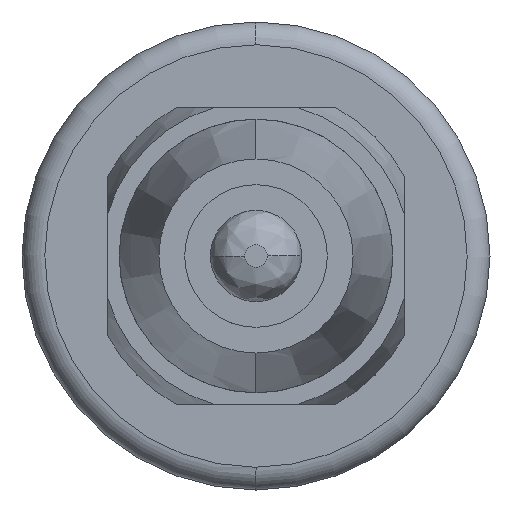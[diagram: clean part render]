
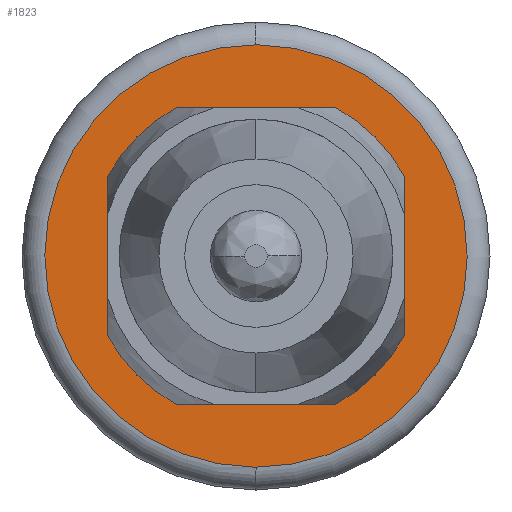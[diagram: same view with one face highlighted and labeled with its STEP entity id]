
A CAD part, left-side view. The second image highlights one B-rep face of the part: STEP entity #1823.
In plain terms, the highlighted planar face has unit normal (-1, 0, 0).
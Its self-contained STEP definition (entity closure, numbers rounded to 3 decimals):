
#362=CARTESIAN_POINT('',(0.,0.,0.));
#363=DIRECTION('',(-1.,0.,0.));
#364=DIRECTION('',(0.,0.01,-1.));
#365=AXIS2_PLACEMENT_3D('',#362,#363,#364);
#377=CARTESIAN_POINT('',(0.,0.,0.));
#378=DIRECTION('',(1.,0.,0.));
#379=DIRECTION('',(0.,-0.01,1.));
#380=AXIS2_PLACEMENT_3D('',#377,#378,#379);
#382=CARTESIAN_POINT('',(0.,0.,0.));
#383=DIRECTION('',(1.,0.,0.));
#384=DIRECTION('',(0.,0.01,-1.));
#385=AXIS2_PLACEMENT_3D('',#382,#383,#384);
#387=CARTESIAN_POINT('',(0.,0.,0.));
#388=DIRECTION('',(-1.,0.,0.));
#389=DIRECTION('',(0.,0.,1.));
#390=AXIS2_PLACEMENT_3D('',#387,#388,#389);
#392=CARTESIAN_POINT('',(0.,0.,0.));
#393=DIRECTION('',(-1.,0.,0.));
#394=DIRECTION('',(0.,0.,-1.));
#395=AXIS2_PLACEMENT_3D('',#392,#393,#394);
#397=CARTESIAN_POINT('',(0.,0.,0.));
#398=DIRECTION('',(-1.,0.,0.));
#399=DIRECTION('',(0.,-0.01,1.));
#400=AXIS2_PLACEMENT_3D('',#397,#398,#399);
#1063=CARTESIAN_POINT('',(0.,0.,2.6));
#1064=VERTEX_POINT('',#1063);
#1065=CARTESIAN_POINT('',(0.,0.,-2.6));
#1066=VERTEX_POINT('',#1065);
#1175=CARTESIAN_POINT('',(0.,0.037,-3.7));
#1176=CARTESIAN_POINT('',(0.,0.001,3.7));
#1177=VERTEX_POINT('',#1175);
#1178=VERTEX_POINT('',#1176);
#1179=CARTESIAN_POINT('',(0.,-0.001,-3.7));
#1180=VERTEX_POINT('',#1179);
#1181=CARTESIAN_POINT('',(0.,-0.037,3.7));
#1182=VERTEX_POINT('',#1181);
#1804=CARTESIAN_POINT('',(0.,0.,0.));
#1805=DIRECTION('',(-1.,0.,0.));
#1806=DIRECTION('',(0.,0.,-1.));
#1807=AXIS2_PLACEMENT_3D('',#1804,#1805,#1806);
#1808=PLANE('',#1807);
#1810=ORIENTED_EDGE('',*,*,#1809,.F.);
#1812=ORIENTED_EDGE('',*,*,#1811,.T.);
#1813=ORIENTED_EDGE('',*,*,#1794,.F.);
#1814=ORIENTED_EDGE('',*,*,#1792,.T.);
#1815=EDGE_LOOP('',(#1810,#1812,#1813,#1814));
#1816=FACE_OUTER_BOUND('',#1815,.F.);
#1818=ORIENTED_EDGE('',*,*,#1817,.T.);
#1820=ORIENTED_EDGE('',*,*,#1819,.T.);
#1821=EDGE_LOOP('',(#1818,#1820));
#1822=FACE_BOUND('',#1821,.F.);
#1823=ADVANCED_FACE('',(#1816,#1822),#1808,.T.);
#366=CIRCLE('',#365,3.7);
#381=CIRCLE('',#380,3.7);
#386=CIRCLE('',#385,3.7);
#391=CIRCLE('',#390,2.6);
#396=CIRCLE('',#395,2.6);
#401=CIRCLE('',#400,3.7);
#1792=EDGE_CURVE('',#1177,#1178,#386,.T.);
#1794=EDGE_CURVE('',#1177,#1180,#366,.T.);
#1809=EDGE_CURVE('',#1182,#1178,#401,.T.);
#1811=EDGE_CURVE('',#1182,#1180,#381,.T.);
#1817=EDGE_CURVE('',#1064,#1066,#391,.T.);
#1819=EDGE_CURVE('',#1066,#1064,#396,.T.);
